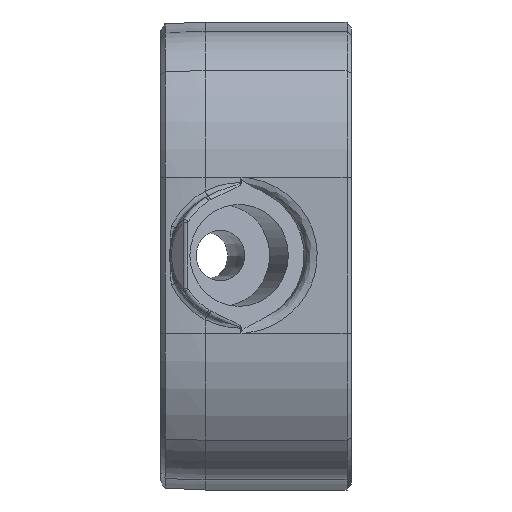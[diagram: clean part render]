
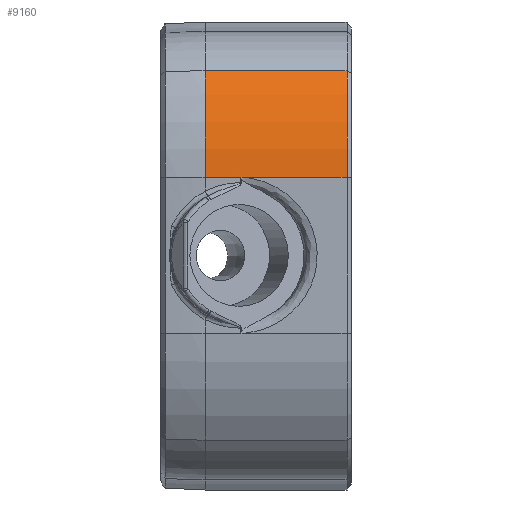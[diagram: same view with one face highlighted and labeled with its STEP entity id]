
A CAD part, top view. The second image highlights one B-rep face of the part: STEP entity #9160.
In plain terms, the highlighted cylindrical face has radius 17 mm (diameter 34 mm), a partial arc.
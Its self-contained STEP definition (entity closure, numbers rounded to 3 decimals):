
#295=ELLIPSE('',#9838,63.788,17.);
#355=CYLINDRICAL_SURFACE('',#9856,17.);
#565=LINE('',#15997,#1184);
#566=LINE('',#16012,#1185);
#567=LINE('',#16016,#1186);
#1184=VECTOR('',#11111,1000.);
#1185=VECTOR('',#11114,1000.);
#1186=VECTOR('',#11117,1000.);
#1910=FACE_OUTER_BOUND('',#2493,.T.);
#2493=EDGE_LOOP('',(#6568,#6569,#6570,#6571,#6572,#6573,#6574,#6575));
#3136=CIRCLE('',#9857,17.);
#3137=CIRCLE('',#9858,17.);
#3611=B_SPLINE_CURVE_WITH_KNOTS('',3,(#16000,#16001,#16002,#16003),
 .UNSPECIFIED.,.F.,.F.,(4,4),(0.02,0.026),
 .UNSPECIFIED.);
#3612=B_SPLINE_CURVE_WITH_KNOTS('',3,(#16005,#16006,#16007,#16008,#16009,
#16010),.UNSPECIFIED.,.F.,.F.,(4,2,4),(-0.015,0.,0.02),
 .UNSPECIFIED.);
#4032=VERTEX_POINT('',#15289);
#4042=VERTEX_POINT('',#15628);
#4049=VERTEX_POINT('',#15719);
#4065=VERTEX_POINT('',#15999);
#4066=VERTEX_POINT('',#16004);
#4067=VERTEX_POINT('',#16011);
#4068=VERTEX_POINT('',#16013);
#4069=VERTEX_POINT('',#16015);
#4981=EDGE_CURVE('',#4049,#4042,#295,.T.);
#5008=EDGE_CURVE('',#4032,#4042,#565,.T.);
#5009=EDGE_CURVE('',#4065,#4049,#3611,.T.);
#5010=EDGE_CURVE('',#4066,#4065,#3612,.T.);
#5011=EDGE_CURVE('',#4066,#4067,#566,.T.);
#5012=EDGE_CURVE('',#4067,#4068,#3136,.T.);
#5013=EDGE_CURVE('',#4068,#4069,#567,.T.);
#5014=EDGE_CURVE('',#4069,#4032,#3137,.T.);
#6568=ORIENTED_EDGE('',*,*,#4981,.F.);
#6569=ORIENTED_EDGE('',*,*,#5009,.F.);
#6570=ORIENTED_EDGE('',*,*,#5010,.F.);
#6571=ORIENTED_EDGE('',*,*,#5011,.T.);
#6572=ORIENTED_EDGE('',*,*,#5012,.T.);
#6573=ORIENTED_EDGE('',*,*,#5013,.T.);
#6574=ORIENTED_EDGE('',*,*,#5014,.T.);
#6575=ORIENTED_EDGE('',*,*,#5008,.T.);
#9160=ADVANCED_FACE('',(#1910),#355,.T.);
#9838=AXIS2_PLACEMENT_3D('',#15757,#11073,#11074);
#9856=AXIS2_PLACEMENT_3D('',#15998,#11112,#11113);
#9857=AXIS2_PLACEMENT_3D('',#16014,#11115,#11116);
#9858=AXIS2_PLACEMENT_3D('',#16017,#11118,#11119);
#11073=DIRECTION('center_axis',(0.267,0.,0.964));
#11074=DIRECTION('ref_axis',(-0.964,0.,0.267));
#11111=DIRECTION('',(1.,0.,0.));
#11112=DIRECTION('center_axis',(1.,0.,0.));
#11113=DIRECTION('ref_axis',(0.,0.,
-1.));
#11114=DIRECTION('',(1.,0.,0.));
#11115=DIRECTION('center_axis',(-1.,0.,0.));
#11116=DIRECTION('ref_axis',(0.,0.,
-1.));
#11117=DIRECTION('',(-1.,0.,0.));
#11118=DIRECTION('center_axis',(1.,0.,0.));
#11119=DIRECTION('ref_axis',(0.,0.,
1.));
#15289=CARTESIAN_POINT('',(0.178,6.958,74.65));
#15628=CARTESIAN_POINT('',(3.32,6.958,74.65));
#15719=CARTESIAN_POINT('',(3.321,6.984,74.65));
#15757=CARTESIAN_POINT('Origin',(64.802,6.958,57.65));
#15997=CARTESIAN_POINT('',(-20.04,6.958,74.65));
#15998=CARTESIAN_POINT('Origin',(-20.04,6.958,57.65));
#15999=CARTESIAN_POINT('',(3.374,6.982,74.65));
#16000=CARTESIAN_POINT('Ctrl Pts',(3.374,6.982,74.65));
#16001=CARTESIAN_POINT('Ctrl Pts',(3.356,6.982,74.65));
#16002=CARTESIAN_POINT('Ctrl Pts',(3.338,6.983,74.65));
#16003=CARTESIAN_POINT('Ctrl Pts',(3.321,6.984,74.65));
#16004=CARTESIAN_POINT('',(3.725,6.958,74.65));
#16005=CARTESIAN_POINT('Ctrl Pts',(3.725,6.958,74.65));
#16006=CARTESIAN_POINT('Ctrl Pts',(3.675,6.963,74.65));
#16007=CARTESIAN_POINT('Ctrl Pts',(3.625,6.966,74.65));
#16008=CARTESIAN_POINT('Ctrl Pts',(3.508,6.975,74.65));
#16009=CARTESIAN_POINT('Ctrl Pts',(3.441,6.978,74.65));
#16010=CARTESIAN_POINT('Ctrl Pts',(3.374,6.982,74.65));
#16011=CARTESIAN_POINT('',(12.85,6.958,74.65));
#16012=CARTESIAN_POINT('',(-20.04,6.958,74.65));
#16013=CARTESIAN_POINT('',(12.85,16.481,71.732));
#16014=CARTESIAN_POINT('Origin',(12.85,6.958,57.65));
#16015=CARTESIAN_POINT('',(0.178,16.481,71.732));
#16016=CARTESIAN_POINT('',(-20.04,16.481,71.732));
#16017=CARTESIAN_POINT('Origin',(0.178,6.958,57.65));
